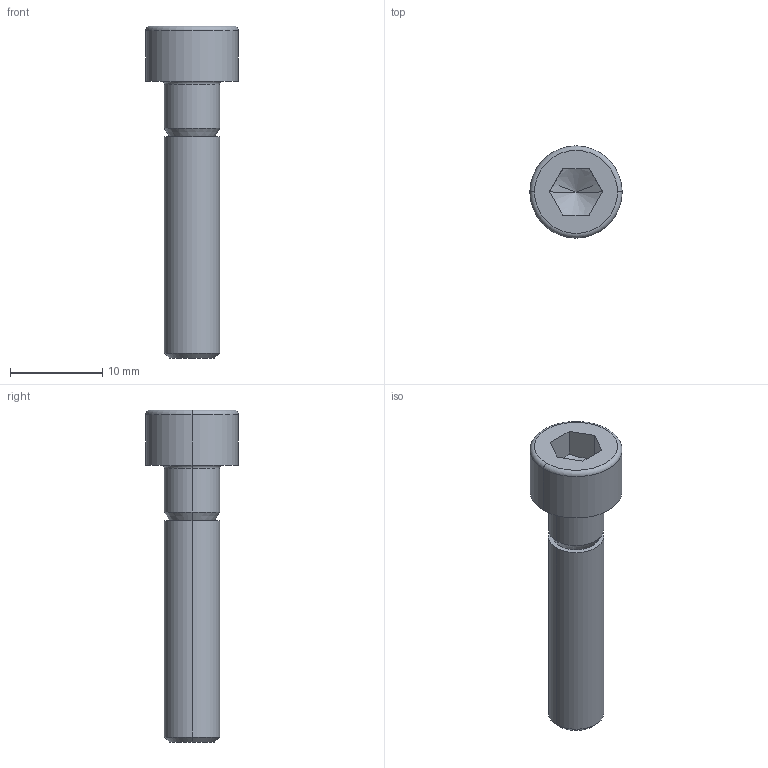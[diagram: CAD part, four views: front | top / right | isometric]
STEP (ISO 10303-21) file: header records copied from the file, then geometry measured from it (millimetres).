
FILE_DESCRIPTION (( 'STEP AP203' ), '1' );
FILE_NAME ('vchc_6_30_Défaut_sldprt.STEP', '2019-10-30T08:17:28', ( '' ), ( '' ), 'SwSTEP 2.0', 'SolidWorks 2017', '' );
FILE_SCHEMA (( 'CONFIG_CONTROL_DESIGN' ));
Length unit declared in the file: millimetre
Products named in the file (1): vchc_6_30_Défaut_sldprt
Bounding box: 10 x 10 x 36 mm (x, y, z)
Volume: 1232 mm3; surface area: 963.5 mm2
Topology: 1 solids, 1 shells, 26 faces, 56 edges, 33 vertices
Faces by surface type: plane 10, cone 6, cylinder 6, torus 4
Entity records: 801 total; most frequent: CARTESIAN_POINT 160, DIRECTION 126, ORIENTED_EDGE 108, EDGE_CURVE 54, AXIS2_PLACEMENT_3D 51, VERTEX_POINT 33, EDGE_LOOP 29, ADVANCED_FACE 26
